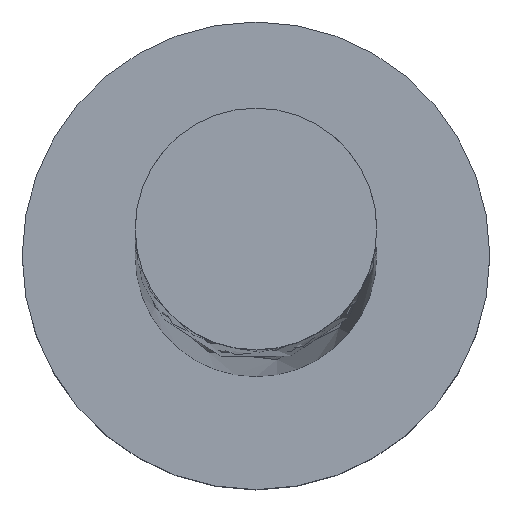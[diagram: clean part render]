
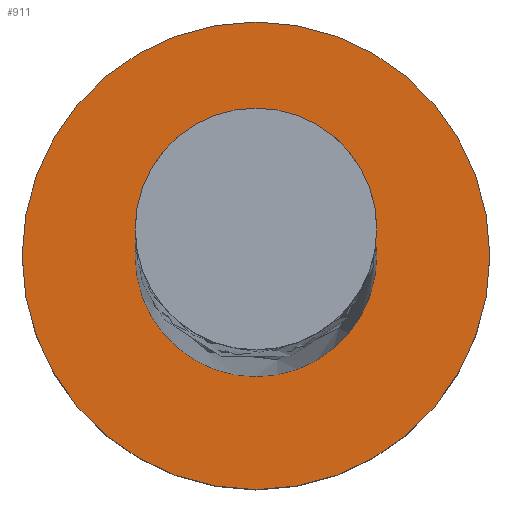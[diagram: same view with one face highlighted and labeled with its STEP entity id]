
A CAD part, top view. The second image highlights one B-rep face of the part: STEP entity #911.
In plain terms, the highlighted planar face has unit normal (0, 0, 1).
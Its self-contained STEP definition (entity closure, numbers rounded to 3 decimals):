
#56 = DIRECTION ( 'NONE',  ( 0., 0., 1. ) ) ;
#104 = DIRECTION ( 'NONE',  ( 0., 0., 1. ) ) ;
#107 = CIRCLE ( 'NONE', #146, 3.1 ) ;
#122 = DIRECTION ( 'NONE',  ( 0., 0., 1. ) ) ;
#124 = DIRECTION ( 'NONE',  ( 1., 0., 0. ) ) ;
#128 = ORIENTED_EDGE ( 'NONE', *, *, #1721, .F. ) ;
#144 = FACE_OUTER_BOUND ( 'NONE', #1722, .T. ) ;
#146 = AXIS2_PLACEMENT_3D ( 'NONE', #1294, #56, #652 ) ;
#186 = EDGE_CURVE ( 'NONE', #1471, #1225, #980, .T. ) ;
#223 = AXIS2_PLACEMENT_3D ( 'NONE', #990, #1571, #124 ) ;
#256 = CARTESIAN_POINT ( 'NONE',  ( 0., 0., 5. ) ) ;
#313 = VERTEX_POINT ( 'NONE', #1388 ) ;
#342 = AXIS2_PLACEMENT_3D ( 'NONE', #1281, #104, #588 ) ;
#434 = AXIS2_PLACEMENT_3D ( 'NONE', #1297, #928, #811 ) ;
#588 = DIRECTION ( 'NONE',  ( 1., 0., 0. ) ) ;
#652 = DIRECTION ( 'NONE',  ( 1., 0., 0. ) ) ;
#665 = EDGE_CURVE ( 'NONE', #1647, #313, #107, .T. ) ;
#671 = CIRCLE ( 'NONE', #342, 3.1 ) ;
#724 = PLANE ( 'NONE',  #434 ) ;
#762 = CIRCLE ( 'NONE', #223, 6. ) ;
#805 = EDGE_CURVE ( 'NONE', #1225, #1471, #762, .T. ) ;
#811 = DIRECTION ( 'NONE',  ( 1., 0., 0. ) ) ;
#833 = DIRECTION ( 'NONE',  ( 1., 0., 0. ) ) ;
#911 = ADVANCED_FACE ( 'NONE', ( #1149, #144 ), #724, .T. ) ;
#928 = DIRECTION ( 'NONE',  ( 0., 0., 1. ) ) ;
#980 = CIRCLE ( 'NONE', #1406, 6. ) ;
#989 = ORIENTED_EDGE ( 'NONE', *, *, #665, .F. ) ;
#990 = CARTESIAN_POINT ( 'NONE',  ( 0., 0., 5. ) ) ;
#1149 = FACE_BOUND ( 'NONE', #1893, .T. ) ;
#1225 = VERTEX_POINT ( 'NONE', #1552 ) ;
#1281 = CARTESIAN_POINT ( 'NONE',  ( 0., 0., 5. ) ) ;
#1294 = CARTESIAN_POINT ( 'NONE',  ( 0., 0., 5. ) ) ;
#1297 = CARTESIAN_POINT ( 'NONE',  ( 0., 0., 5. ) ) ;
#1388 = CARTESIAN_POINT ( 'NONE',  ( 3.1, 0., 5. ) ) ;
#1406 = AXIS2_PLACEMENT_3D ( 'NONE', #256, #122, #833 ) ;
#1471 = VERTEX_POINT ( 'NONE', #1664 ) ;
#1552 = CARTESIAN_POINT ( 'NONE',  ( -6., 0., 5. ) ) ;
#1571 = DIRECTION ( 'NONE',  ( 0., 0., 1. ) ) ;
#1580 = ORIENTED_EDGE ( 'NONE', *, *, #186, .T. ) ;
#1621 = ORIENTED_EDGE ( 'NONE', *, *, #805, .T. ) ;
#1647 = VERTEX_POINT ( 'NONE', #1883 ) ;
#1664 = CARTESIAN_POINT ( 'NONE',  ( 6., 0., 5. ) ) ;
#1721 = EDGE_CURVE ( 'NONE', #313, #1647, #671, .T. ) ;
#1722 = EDGE_LOOP ( 'NONE', ( #1621, #1580 ) ) ;
#1883 = CARTESIAN_POINT ( 'NONE',  ( -3.1, 0., 5. ) ) ;
#1893 = EDGE_LOOP ( 'NONE', ( #989, #128 ) ) ;
